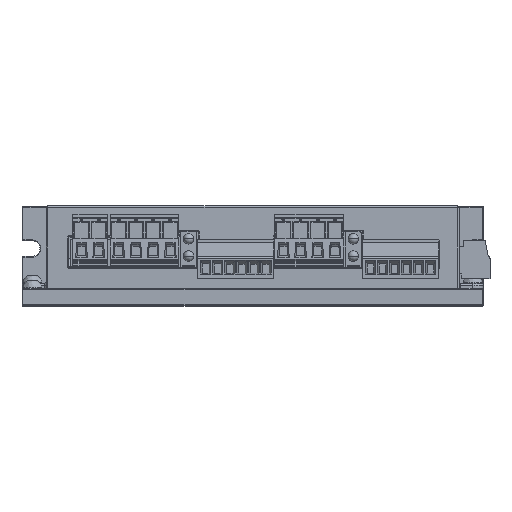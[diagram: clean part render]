
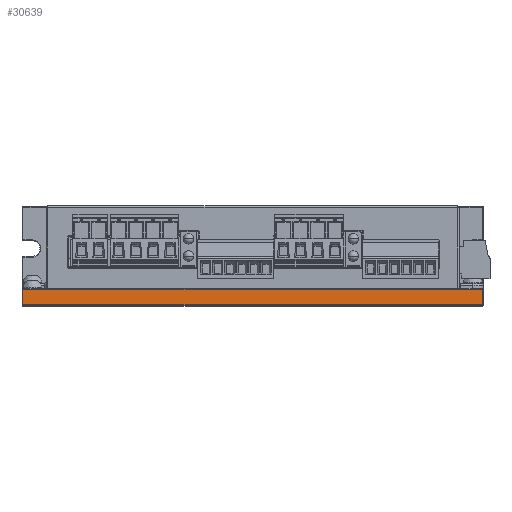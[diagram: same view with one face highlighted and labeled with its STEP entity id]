
A CAD part, top view. The second image highlights one B-rep face of the part: STEP entity #30639.
In plain terms, the highlighted planar face has unit normal (0, 0, 1).
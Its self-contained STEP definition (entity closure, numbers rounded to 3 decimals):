
#8790=DIRECTION('',(0.,1.,0.));
#8791=VECTOR('',#8790,4.5);
#8792=CARTESIAN_POINT('',(66.75,0.25,41.));
#8793=LINE('',#8792,#8791);
#8814=DIRECTION('',(-1.,0.,0.));
#8815=VECTOR('',#8814,133.5);
#8816=CARTESIAN_POINT('',(66.75,4.75,41.));
#8817=LINE('',#8816,#8815);
#8818=DIRECTION('',(1.,0.,0.));
#8819=VECTOR('',#8818,133.5);
#8820=CARTESIAN_POINT('',(-66.75,0.25,
41.));
#8821=LINE('',#8820,#8819);
#8838=DIRECTION('',(0.,-1.,0.));
#8839=VECTOR('',#8838,4.5);
#8840=CARTESIAN_POINT('',(-66.75,4.75,41.));
#8841=LINE('',#8840,#8839);
#15178=CARTESIAN_POINT('',(-66.75,0.25,41.));
#15179=VERTEX_POINT('',#15178);
#15180=CARTESIAN_POINT('',(-66.75,4.75,41.));
#15181=VERTEX_POINT('',#15180);
#15182=CARTESIAN_POINT('',(66.75,4.75,41.));
#15183=VERTEX_POINT('',#15182);
#15184=CARTESIAN_POINT('',(66.75,0.25,41.));
#15185=VERTEX_POINT('',#15184);
#30626=CARTESIAN_POINT('',(0.,2.5,41.));
#30627=DIRECTION('',(0.,0.,1.));
#30628=DIRECTION('',(1.,0.,0.));
#30629=AXIS2_PLACEMENT_3D('',#30626,#30627,#30628);
#30630=PLANE('',#30629);
#30631=ORIENTED_EDGE('',*,*,#30618,.F.);
#30632=ORIENTED_EDGE('',*,*,#30593,.F.);
#30634=ORIENTED_EDGE('',*,*,#30633,.F.);
#30636=ORIENTED_EDGE('',*,*,#30635,.F.);
#30637=EDGE_LOOP('',(#30631,#30632,#30634,#30636));
#30638=FACE_OUTER_BOUND('',#30637,.F.);
#30639=ADVANCED_FACE('',(#30638),#30630,.T.);
#30593=EDGE_CURVE('',#15185,#15183,#8793,.T.);
#30618=EDGE_CURVE('',#15183,#15181,#8817,.T.);
#30633=EDGE_CURVE('',#15179,#15185,#8821,.T.);
#30635=EDGE_CURVE('',#15181,#15179,#8841,.T.);
